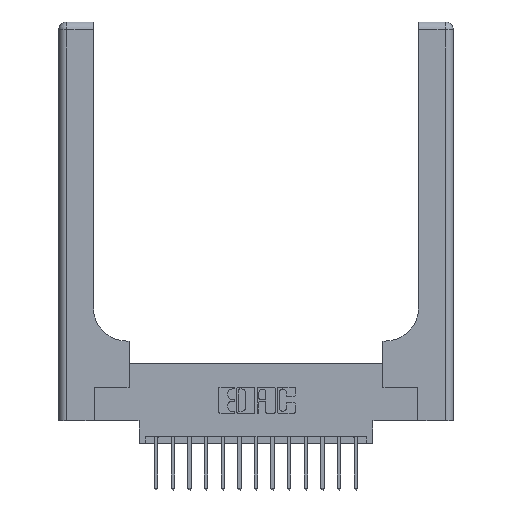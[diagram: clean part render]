
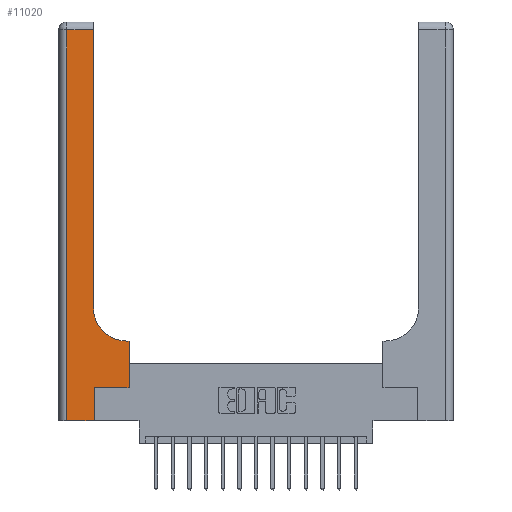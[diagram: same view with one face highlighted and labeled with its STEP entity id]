
A CAD part, top view. The second image highlights one B-rep face of the part: STEP entity #11020.
In plain terms, the highlighted planar face has unit normal (0, 0, 1).
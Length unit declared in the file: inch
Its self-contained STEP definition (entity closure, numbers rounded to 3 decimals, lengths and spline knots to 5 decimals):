
#160 = CARTESIAN_POINT ( 'NONE',  ( 0.528, 0.25, 0.37 ) ) ;
#595 = CARTESIAN_POINT ( 'NONE',  ( 0.265, 0.25, 0.37 ) ) ;
#826 = AXIS2_PLACEMENT_3D ( 'NONE', #10761, #16195, #1052 ) ;
#878 = EDGE_CURVE ( 'NONE', #16322, #5387, #14201, .T. ) ;
#1052 = DIRECTION ( 'NONE',  ( 1., 0., 0. ) ) ;
#1297 = DIRECTION ( 'NONE',  ( 0., -1., 0. ) ) ;
#1764 = CARTESIAN_POINT ( 'NONE',  ( 0.26, 2.94, 0.37 ) ) ;
#1952 = CARTESIAN_POINT ( 'NONE',  ( 0.265, 0., 0.37 ) ) ;
#2290 = VECTOR ( 'NONE', #17538, 39.37008 ) ;
#2560 = CARTESIAN_POINT ( 'NONE',  ( 0., 3., 0.37 ) ) ;
#2643 = VERTEX_POINT ( 'NONE', #17890 ) ;
#2705 = CARTESIAN_POINT ( 'NONE',  ( 0.06, 0., 0.37 ) ) ;
#3037 = VERTEX_POINT ( 'NONE', #14602 ) ;
#4014 = PLANE ( 'NONE',  #6281 ) ;
#4094 = DIRECTION ( 'NONE',  ( 0., 0., -1. ) ) ;
#4124 = ORIENTED_EDGE ( 'NONE', *, *, #878, .T. ) ;
#4176 = EDGE_CURVE ( 'NONE', #3037, #5035, #14792, .T. ) ;
#4177 = VECTOR ( 'NONE', #10191, 39.37008 ) ;
#4572 = LINE ( 'NONE', #13275, #4177 ) ;
#4609 = VERTEX_POINT ( 'NONE', #7631 ) ;
#4621 = EDGE_CURVE ( 'NONE', #10138, #16322, #13211, .T. ) ;
#4661 = LINE ( 'NONE', #12820, #14483 ) ;
#4857 = LINE ( 'NONE', #7530, #14268 ) ;
#4864 = EDGE_CURVE ( 'NONE', #5035, #2643, #4857, .T. ) ;
#5035 = VERTEX_POINT ( 'NONE', #160 ) ;
#5225 = CIRCLE ( 'NONE', #826, 0.25 ) ;
#5387 = VERTEX_POINT ( 'NONE', #2705 ) ;
#5452 = ORIENTED_EDGE ( 'NONE', *, *, #7446, .T. ) ;
#5572 = FACE_OUTER_BOUND ( 'NONE', #10216, .T. ) ;
#5892 = LINE ( 'NONE', #11476, #16686 ) ;
#6281 = AXIS2_PLACEMENT_3D ( 'NONE', #2560, #4094, #8155 ) ;
#6560 = EDGE_CURVE ( 'NONE', #4609, #10138, #11897, .T. ) ;
#7067 = EDGE_CURVE ( 'NONE', #9216, #4609, #5225, .T. ) ;
#7446 = EDGE_CURVE ( 'NONE', #2643, #9216, #5892, .T. ) ;
#7501 = ORIENTED_EDGE ( 'NONE', *, *, #4864, .T. ) ;
#7530 = CARTESIAN_POINT ( 'NONE',  ( 0.528, 0.25, 0.37 ) ) ;
#7631 = CARTESIAN_POINT ( 'NONE',  ( 0.26, 0.85, 0.37 ) ) ;
#7846 = EDGE_CURVE ( 'NONE', #5387, #10075, #4661, .T. ) ;
#8155 = DIRECTION ( 'NONE',  ( -1., 0., 0. ) ) ;
#8751 = DIRECTION ( 'NONE',  ( -1., 0., 0. ) ) ;
#9216 = VERTEX_POINT ( 'NONE', #10451 ) ;
#9385 = ORIENTED_EDGE ( 'NONE', *, *, #4176, .T. ) ;
#9800 = CARTESIAN_POINT ( 'NONE',  ( 0.06, 2.94, 0.37 ) ) ;
#9900 = VECTOR ( 'NONE', #15056, 39.37008 ) ;
#10075 = VERTEX_POINT ( 'NONE', #1952 ) ;
#10102 = DIRECTION ( 'NONE',  ( 1., 0., 0. ) ) ;
#10138 = VERTEX_POINT ( 'NONE', #1764 ) ;
#10191 = DIRECTION ( 'NONE',  ( 0., 1., 0. ) ) ;
#10216 = EDGE_LOOP ( 'NONE', ( #17403, #13485, #4124, #11092, #13189, #9385, #7501, #5452, #14686 ) ) ;
#10451 = CARTESIAN_POINT ( 'NONE',  ( 0.51, 0.6, 0.37 ) ) ;
#10761 = CARTESIAN_POINT ( 'NONE',  ( 0.51, 0.85, 0.37 ) ) ;
#10939 = VECTOR ( 'NONE', #1297, 39.37008 ) ;
#11020 = ADVANCED_FACE ( 'NONE', ( #5572 ), #4014, .F. ) ;
#11092 = ORIENTED_EDGE ( 'NONE', *, *, #7846, .T. ) ;
#11476 = CARTESIAN_POINT ( 'NONE',  ( 0.26, 0.6, 0.37 ) ) ;
#11897 = LINE ( 'NONE', #14835, #2290 ) ;
#12820 = CARTESIAN_POINT ( 'NONE',  ( 0., 0., 0.37 ) ) ;
#13189 = ORIENTED_EDGE ( 'NONE', *, *, #17362, .T. ) ;
#13211 = LINE ( 'NONE', #17855, #9900 ) ;
#13275 = CARTESIAN_POINT ( 'NONE',  ( 0.265, 0., 0.37 ) ) ;
#13485 = ORIENTED_EDGE ( 'NONE', *, *, #4621, .T. ) ;
#13852 = CARTESIAN_POINT ( 'NONE',  ( 0.06, 3., 0.37 ) ) ;
#14201 = LINE ( 'NONE', #13852, #10939 ) ;
#14268 = VECTOR ( 'NONE', #15792, 39.37008 ) ;
#14483 = VECTOR ( 'NONE', #10102, 39.37008 ) ;
#14602 = CARTESIAN_POINT ( 'NONE',  ( 0.265, 0.25, 0.37 ) ) ;
#14686 = ORIENTED_EDGE ( 'NONE', *, *, #7067, .T. ) ;
#14792 = LINE ( 'NONE', #595, #15437 ) ;
#14835 = CARTESIAN_POINT ( 'NONE',  ( 0.26, 3., 0.37 ) ) ;
#15056 = DIRECTION ( 'NONE',  ( -1., 0., 0. ) ) ;
#15437 = VECTOR ( 'NONE', #17407, 39.37008 ) ;
#15792 = DIRECTION ( 'NONE',  ( 0., 1., 0. ) ) ;
#16195 = DIRECTION ( 'NONE',  ( 0., 0., -1. ) ) ;
#16322 = VERTEX_POINT ( 'NONE', #9800 ) ;
#16686 = VECTOR ( 'NONE', #8751, 39.37008 ) ;
#17362 = EDGE_CURVE ( 'NONE', #10075, #3037, #4572, .T. ) ;
#17403 = ORIENTED_EDGE ( 'NONE', *, *, #6560, .T. ) ;
#17407 = DIRECTION ( 'NONE',  ( 1., 0., 0. ) ) ;
#17538 = DIRECTION ( 'NONE',  ( 0., 1., 0. ) ) ;
#17855 = CARTESIAN_POINT ( 'NONE',  ( 0., 2.94, 0.37 ) ) ;
#17890 = CARTESIAN_POINT ( 'NONE',  ( 0.528, 0.6, 0.37 ) ) ;
